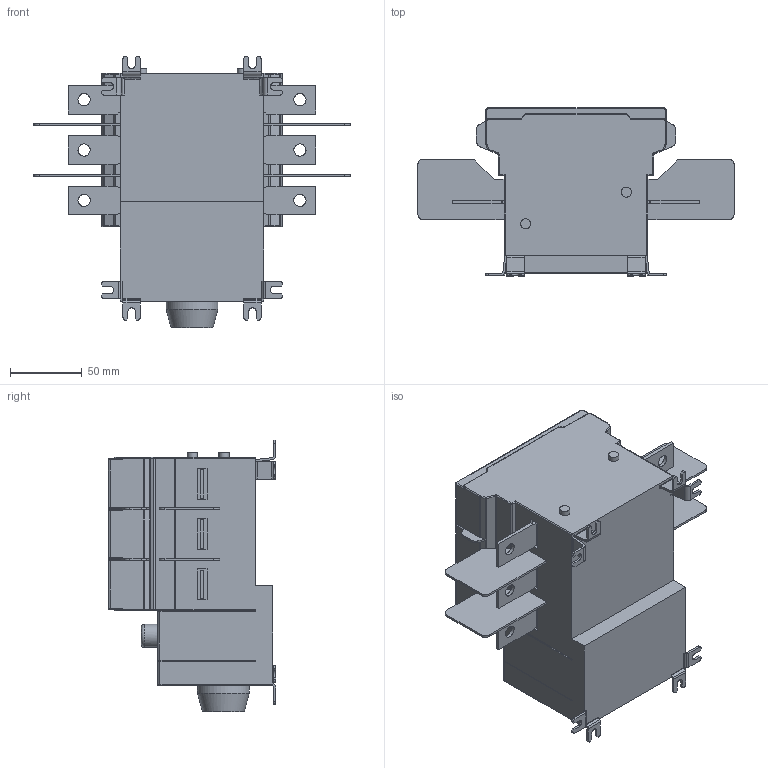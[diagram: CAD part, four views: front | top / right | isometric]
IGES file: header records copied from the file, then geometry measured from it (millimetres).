
Global section: file name: OS100GJS30_Palikka.igs; preprocessor: I-DEAS 3D IGES Translator 11; date: 20110208.094053; units: millimetre
Bounding box: 220.01 x 116.5 x 188.8 mm (x, y, z)
Volume: 1656413.1 mm3; surface area: 134512.8 mm2
Topology: 1 solids, 1 shells, 547 faces, 1456 edges, 937 vertices
Faces by surface type: bspline 547
